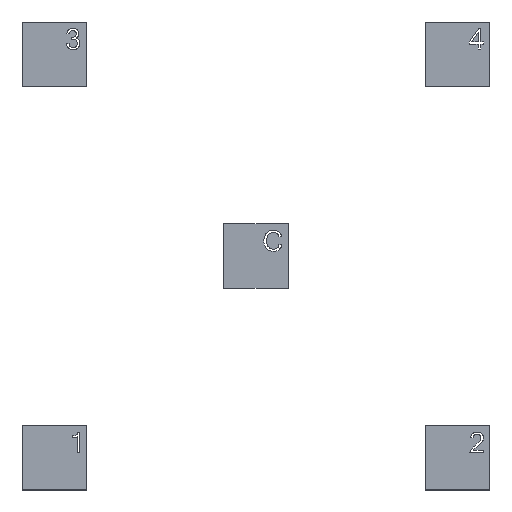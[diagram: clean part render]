
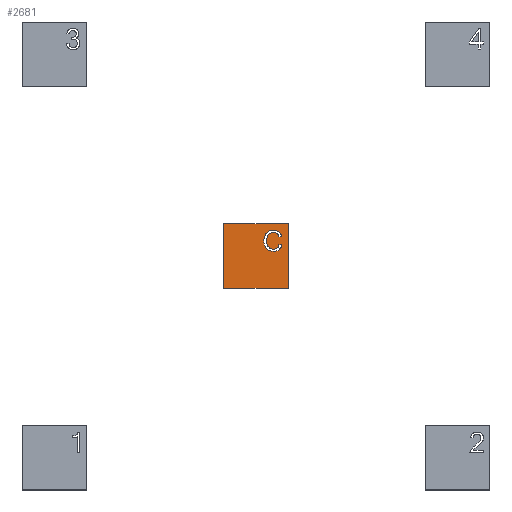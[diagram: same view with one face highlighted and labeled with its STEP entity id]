
A CAD part, top view. The second image highlights one B-rep face of the part: STEP entity #2681.
In plain terms, the highlighted planar face has unit normal (0, 0, 1).
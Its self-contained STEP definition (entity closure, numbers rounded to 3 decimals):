
#1943=CARTESIAN_POINT('',(5.835,9.922,0.24));
#1944=VERTEX_POINT('',#1943);
#1945=CARTESIAN_POINT('',(4.988,7.063,0.24));
#1946=VERTEX_POINT('',#1945);
#1947=CARTESIAN_POINT('',(5.835,9.922,0.24));
#1948=CARTESIAN_POINT('',(4.988,8.924,0.24));
#1949=CARTESIAN_POINT('',(4.988,7.063,0.24));
#1950=B_SPLINE_CURVE_WITH_KNOTS('',2,(#1947,#1948,#1949),.UNSPECIFIED.,.F.,.F.,(3,3),(0.,1.),.UNSPECIFIED.);
#1951=EDGE_CURVE('',#1944,#1946,#1950,.T.);
#1985=CARTESIAN_POINT('',(5.828,4.214,0.24));
#1986=VERTEX_POINT('',#1985);
#1987=CARTESIAN_POINT('',(4.988,7.063,0.24));
#1988=CARTESIAN_POINT('',(4.988,5.218,0.24));
#1989=CARTESIAN_POINT('',(5.828,4.214,0.24));
#1990=B_SPLINE_CURVE_WITH_KNOTS('',2,(#1987,#1988,#1989),.UNSPECIFIED.,.F.,.F.,(3,3),(0.,1.),.UNSPECIFIED.);
#1991=EDGE_CURVE('',#1946,#1986,#1990,.T.);
#2018=CARTESIAN_POINT('',(8.108,3.211,0.24));
#2019=VERTEX_POINT('',#2018);
#2020=CARTESIAN_POINT('',(5.828,4.214,0.24));
#2021=CARTESIAN_POINT('',(6.668,3.211,0.24));
#2022=CARTESIAN_POINT('',(8.108,3.211,0.24));
#2023=B_SPLINE_CURVE_WITH_KNOTS('',2,(#2020,#2021,#2022),.UNSPECIFIED.,.F.,.F.,(3,3),(0.,1.),.UNSPECIFIED.);
#2024=EDGE_CURVE('',#1986,#2019,#2023,.T.);
#2051=CARTESIAN_POINT('',(9.917,3.758,0.24));
#2052=VERTEX_POINT('',#2051);
#2053=CARTESIAN_POINT('',(8.108,3.211,0.24));
#2054=CARTESIAN_POINT('',(9.227,3.211,0.24));
#2055=CARTESIAN_POINT('',(9.917,3.758,0.24));
#2056=B_SPLINE_CURVE_WITH_KNOTS('',2,(#2053,#2054,#2055),.UNSPECIFIED.,.F.,.F.,(3,3),(0.,1.),.UNSPECIFIED.);
#2057=EDGE_CURVE('',#2019,#2052,#2056,.T.);
#2084=CARTESIAN_POINT('',(10.701,5.32,0.24));
#2085=VERTEX_POINT('',#2084);
#2086=CARTESIAN_POINT('',(9.917,3.758,0.24));
#2087=CARTESIAN_POINT('',(10.608,4.305,0.24));
#2088=CARTESIAN_POINT('',(10.701,5.32,0.24));
#2089=B_SPLINE_CURVE_WITH_KNOTS('',2,(#2086,#2087,#2088),.UNSPECIFIED.,.F.,.F.,(3,3),(0.,1.),.UNSPECIFIED.);
#2090=EDGE_CURVE('',#2052,#2085,#2089,.T.);
#2115=CARTESIAN_POINT('',(12.,5.32,0.24));
#2116=VERTEX_POINT('',#2115);
#2117=CARTESIAN_POINT('',(55.934,5.32,0.24));
#2118=DIRECTION('',(1.,0.,-0.));
#2119=VECTOR('',#2118,12.988);
#2120=LINE('',#2117,#2119);
#2121=EDGE_CURVE('',#2085,#2116,#2120,.T.);
#2148=CARTESIAN_POINT('',(10.804,2.964,0.24));
#2149=VERTEX_POINT('',#2148);
#2150=CARTESIAN_POINT('',(12.,5.32,0.24));
#2151=CARTESIAN_POINT('',(11.863,3.797,0.24));
#2152=CARTESIAN_POINT('',(10.804,2.964,0.24));
#2153=B_SPLINE_CURVE_WITH_KNOTS('',2,(#2150,#2151,#2152),.UNSPECIFIED.,.F.,.F.,(3,3),(0.,1.),.UNSPECIFIED.);
#2154=EDGE_CURVE('',#2116,#2149,#2153,.T.);
#2181=CARTESIAN_POINT('',(8.118,2.132,0.24));
#2182=VERTEX_POINT('',#2181);
#2183=CARTESIAN_POINT('',(10.804,2.964,0.24));
#2184=CARTESIAN_POINT('',(9.744,2.132,0.24));
#2185=CARTESIAN_POINT('',(8.118,2.132,0.24));
#2186=B_SPLINE_CURVE_WITH_KNOTS('',2,(#2183,#2184,#2185),.UNSPECIFIED.,.F.,.F.,(3,3),(0.,1.),.UNSPECIFIED.);
#2187=EDGE_CURVE('',#2149,#2182,#2186,.T.);
#2214=CARTESIAN_POINT('',(4.888,3.462,0.24));
#2215=VERTEX_POINT('',#2214);
#2216=CARTESIAN_POINT('',(8.118,2.132,0.24));
#2217=CARTESIAN_POINT('',(6.097,2.132,0.24));
#2218=CARTESIAN_POINT('',(4.888,3.462,0.24));
#2219=B_SPLINE_CURVE_WITH_KNOTS('',2,(#2216,#2217,#2218),.UNSPECIFIED.,.F.,.F.,(3,3),(0.,1.),.UNSPECIFIED.);
#2220=EDGE_CURVE('',#2182,#2215,#2219,.T.);
#2247=CARTESIAN_POINT('',(3.68,7.063,0.24));
#2248=VERTEX_POINT('',#2247);
#2249=CARTESIAN_POINT('',(4.888,3.462,0.24));
#2250=CARTESIAN_POINT('',(3.68,4.793,0.24));
#2251=CARTESIAN_POINT('',(3.68,7.063,0.24));
#2252=B_SPLINE_CURVE_WITH_KNOTS('',2,(#2249,#2250,#2251),.UNSPECIFIED.,.F.,.F.,(3,3),(0.,1.),.UNSPECIFIED.);
#2253=EDGE_CURVE('',#2215,#2248,#2252,.T.);
#2280=CARTESIAN_POINT('',(4.888,10.669,0.24));
#2281=VERTEX_POINT('',#2280);
#2282=CARTESIAN_POINT('',(3.68,7.063,0.24));
#2283=CARTESIAN_POINT('',(3.68,9.339,0.24));
#2284=CARTESIAN_POINT('',(4.888,10.669,0.24));
#2285=B_SPLINE_CURVE_WITH_KNOTS('',2,(#2282,#2283,#2284),.UNSPECIFIED.,.F.,.F.,(3,3),(0.,1.),.UNSPECIFIED.);
#2286=EDGE_CURVE('',#2248,#2281,#2285,.T.);
#2313=CARTESIAN_POINT('',(8.118,12.,0.24));
#2314=VERTEX_POINT('',#2313);
#2315=CARTESIAN_POINT('',(4.888,10.669,0.24));
#2316=CARTESIAN_POINT('',(6.097,12.,0.24));
#2317=CARTESIAN_POINT('',(8.118,12.,0.24));
#2318=B_SPLINE_CURVE_WITH_KNOTS('',2,(#2315,#2316,#2317),.UNSPECIFIED.,.F.,.F.,(3,3),(0.,1.),.UNSPECIFIED.);
#2319=EDGE_CURVE('',#2281,#2314,#2318,.T.);
#2346=CARTESIAN_POINT('',(10.77,11.16,0.24));
#2347=VERTEX_POINT('',#2346);
#2348=CARTESIAN_POINT('',(8.118,12.,0.24));
#2349=CARTESIAN_POINT('',(9.676,12.,0.24));
#2350=CARTESIAN_POINT('',(10.77,11.16,0.24));
#2351=B_SPLINE_CURVE_WITH_KNOTS('',2,(#2348,#2349,#2350),.UNSPECIFIED.,.F.,.F.,(3,3),(0.,1.),.UNSPECIFIED.);
#2352=EDGE_CURVE('',#2314,#2347,#2351,.T.);
#2379=CARTESIAN_POINT('',(12.,8.948,0.24));
#2380=VERTEX_POINT('',#2379);
#2381=CARTESIAN_POINT('',(10.77,11.16,0.24));
#2382=CARTESIAN_POINT('',(11.863,10.32,0.24));
#2383=CARTESIAN_POINT('',(12.,8.948,0.24));
#2384=B_SPLINE_CURVE_WITH_KNOTS('',2,(#2381,#2382,#2383),.UNSPECIFIED.,.F.,.F.,(3,3),(0.,1.),.UNSPECIFIED.);
#2385=EDGE_CURVE('',#2347,#2380,#2384,.T.);
#2410=CARTESIAN_POINT('',(10.701,8.948,0.24));
#2411=VERTEX_POINT('',#2410);
#2412=CARTESIAN_POINT('',(68.922,8.948,0.24));
#2413=DIRECTION('',(-1.,0.,0.));
#2414=VECTOR('',#2413,12.988);
#2415=LINE('',#2412,#2414);
#2416=EDGE_CURVE('',#2380,#2411,#2415,.T.);
#2443=CARTESIAN_POINT('',(9.915,10.386,0.24));
#2444=VERTEX_POINT('',#2443);
#2445=CARTESIAN_POINT('',(10.701,8.948,0.24));
#2446=CARTESIAN_POINT('',(10.623,9.852,0.24));
#2447=CARTESIAN_POINT('',(9.915,10.386,0.24));
#2448=B_SPLINE_CURVE_WITH_KNOTS('',2,(#2445,#2446,#2447),.UNSPECIFIED.,.F.,.F.,(3,3),(0.,1.),.UNSPECIFIED.);
#2449=EDGE_CURVE('',#2411,#2444,#2448,.T.);
#2476=CARTESIAN_POINT('',(8.133,10.921,0.24));
#2477=VERTEX_POINT('',#2476);
#2478=CARTESIAN_POINT('',(9.915,10.386,0.24));
#2479=CARTESIAN_POINT('',(9.207,10.921,0.24));
#2480=CARTESIAN_POINT('',(8.133,10.921,0.24));
#2481=B_SPLINE_CURVE_WITH_KNOTS('',2,(#2478,#2479,#2480),.UNSPECIFIED.,.F.,.F.,(3,3),(0.,1.),.UNSPECIFIED.);
#2482=EDGE_CURVE('',#2444,#2477,#2481,.T.);
#2509=CARTESIAN_POINT('',(8.133,10.921,0.24));
#2510=CARTESIAN_POINT('',(6.683,10.921,0.24));
#2511=CARTESIAN_POINT('',(5.835,9.922,0.24));
#2512=B_SPLINE_CURVE_WITH_KNOTS('',2,(#2509,#2510,#2511),.UNSPECIFIED.,.F.,.F.,(3,3),(0.,1.),.UNSPECIFIED.);
#2513=EDGE_CURVE('',#2477,#1944,#2512,.T.);
#2531=CARTESIAN_POINT('',(-15.,15.,0.24));
#2532=VERTEX_POINT('',#2531);
#2533=CARTESIAN_POINT('',(15.,15.,0.24));
#2534=VERTEX_POINT('',#2533);
#2535=CARTESIAN_POINT('',(-285.,15.,0.24));
#2536=DIRECTION('',(1.,-0.,0.));
#2537=VECTOR('',#2536,300.);
#2538=LINE('',#2535,#2537);
#2539=EDGE_CURVE('',#2532,#2534,#2538,.T.);
#2571=CARTESIAN_POINT('',(15.,-15.,0.24));
#2572=VERTEX_POINT('',#2571);
#2573=CARTESIAN_POINT('',(15.,285.,0.24));
#2574=DIRECTION('',(0.,-1.,0.));
#2575=VECTOR('',#2574,300.);
#2576=LINE('',#2573,#2575);
#2577=EDGE_CURVE('',#2534,#2572,#2576,.T.);
#2602=CARTESIAN_POINT('',(-15.,-15.,0.24));
#2603=VERTEX_POINT('',#2602);
#2604=CARTESIAN_POINT('',(285.,-15.,0.24));
#2605=DIRECTION('',(-1.,-0.,0.));
#2606=VECTOR('',#2605,300.);
#2607=LINE('',#2604,#2606);
#2608=EDGE_CURVE('',#2572,#2603,#2607,.T.);
#2633=CARTESIAN_POINT('',(-15.,-285.,0.24));
#2634=DIRECTION('',(0.,1.,0.));
#2635=VECTOR('',#2634,300.);
#2636=LINE('',#2633,#2635);
#2637=EDGE_CURVE('',#2603,#2532,#2636,.T.);
#2650=CARTESIAN_POINT('',(-0.,-0.,0.24));
#2651=DIRECTION('',(0.,0.,1.));
#2652=DIRECTION('',(1.,0.,0.));
#2653=AXIS2_PLACEMENT_3D('',#2650,#2651,#2652);
#2654=PLANE('',#2653);
#2655=ORIENTED_EDGE('',*,*,#2253,.T.);
#2656=ORIENTED_EDGE('',*,*,#2286,.T.);
#2657=ORIENTED_EDGE('',*,*,#2319,.T.);
#2658=ORIENTED_EDGE('',*,*,#2352,.T.);
#2659=ORIENTED_EDGE('',*,*,#2385,.T.);
#2660=ORIENTED_EDGE('',*,*,#2416,.T.);
#2661=ORIENTED_EDGE('',*,*,#2449,.T.);
#2662=ORIENTED_EDGE('',*,*,#2482,.T.);
#2663=ORIENTED_EDGE('',*,*,#2513,.T.);
#2664=ORIENTED_EDGE('',*,*,#1951,.T.);
#2665=ORIENTED_EDGE('',*,*,#1991,.T.);
#2666=ORIENTED_EDGE('',*,*,#2024,.T.);
#2667=ORIENTED_EDGE('',*,*,#2057,.T.);
#2668=ORIENTED_EDGE('',*,*,#2090,.T.);
#2669=ORIENTED_EDGE('',*,*,#2121,.T.);
#2670=ORIENTED_EDGE('',*,*,#2154,.T.);
#2671=ORIENTED_EDGE('',*,*,#2187,.T.);
#2672=ORIENTED_EDGE('',*,*,#2220,.T.);
#2673=EDGE_LOOP('',(#2655,#2656,#2657,#2658,#2659,#2660,#2661,#2662,#2663,#2664,#2665,#2666,#2667,#2668,#2669,#2670,#2671,#2672));
#2674=FACE_BOUND('',#2673,.T.);
#2675=ORIENTED_EDGE('',*,*,#2539,.F.);
#2676=ORIENTED_EDGE('',*,*,#2637,.F.);
#2677=ORIENTED_EDGE('',*,*,#2608,.F.);
#2678=ORIENTED_EDGE('',*,*,#2577,.F.);
#2679=EDGE_LOOP('',(#2675,#2676,#2677,#2678));
#2680=FACE_BOUND('',#2679,.T.);
#2681=ADVANCED_FACE('',(#2674,#2680),#2654,.T.);
